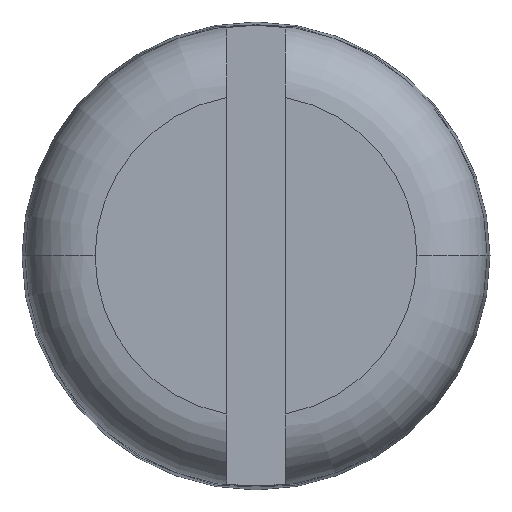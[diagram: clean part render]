
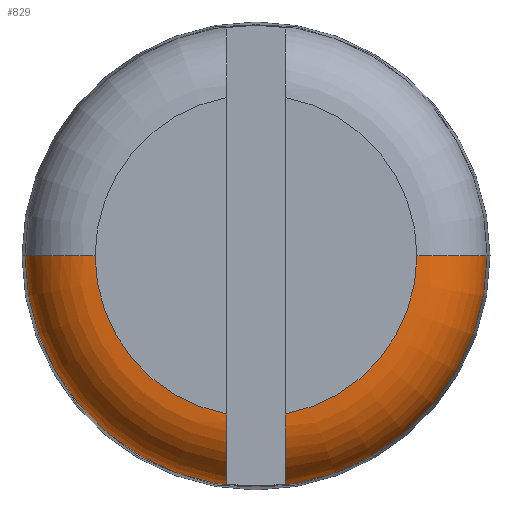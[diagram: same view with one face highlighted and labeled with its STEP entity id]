
A CAD part, top view. The second image highlights one B-rep face of the part: STEP entity #829.
In plain terms, the highlighted toroidal (fillet/blend) face has major radius 1.375 mm and minor radius 0.6 mm.
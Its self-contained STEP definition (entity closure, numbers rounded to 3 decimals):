
#32 = B_SPLINE_CURVE_WITH_KNOTS ( 'NONE', 3,
 ( #595, #1135, #473, #1238, #83, #1350 ),
 .UNSPECIFIED., .F., .F.,
 ( 4, 2, 4 ),
 ( 0.003, 0.004, 0.004 ),
 .UNSPECIFIED. ) ;
#37 = AXIS2_PLACEMENT_3D ( 'NONE', #1223, #1002, #472 ) ;
#83 = CARTESIAN_POINT ( 'NONE',  ( -0.25, -1.493, 1.3 ) ) ;
#86 = VERTEX_POINT ( 'NONE', #1216 ) ;
#88 = CARTESIAN_POINT ( 'NONE',  ( 0.25, -1.927, 0.939 ) ) ;
#143 = ORIENTED_EDGE ( 'NONE', *, *, #952, .F. ) ;
#171 = CARTESIAN_POINT ( 'NONE',  ( -0.25, -1.352, 1.3 ) ) ;
#184 = CARTESIAN_POINT ( 'NONE',  ( 0.25, -1.951, 0.8 ) ) ;
#195 = DIRECTION ( 'NONE',  ( 0., 0., 1. ) ) ;
#201 = ORIENTED_EDGE ( 'NONE', *, *, #858, .F. ) ;
#232 = AXIS2_PLACEMENT_3D ( 'NONE', #649, #1060, #316 ) ;
#294 = DIRECTION ( 'NONE',  ( 1., 0., 0. ) ) ;
#311 = DIRECTION ( 'NONE',  ( 0., 0., -1. ) ) ;
#316 = DIRECTION ( 'NONE',  ( -1., 0., 0. ) ) ;
#323 = VERTEX_POINT ( 'NONE', #1172 ) ;
#351 = CIRCLE ( 'NONE', #893, 0.6 ) ;
#360 = AXIS2_PLACEMENT_3D ( 'NONE', #859, #195, #946 ) ;
#373 = DIRECTION ( 'NONE',  ( 0., 0., 1. ) ) ;
#401 = ORIENTED_EDGE ( 'NONE', *, *, #563, .F. ) ;
#405 = CARTESIAN_POINT ( 'NONE',  ( 0.25, -1.493, 1.3 ) ) ;
#408 = CARTESIAN_POINT ( 'NONE',  ( 1.975, 0., 0.721 ) ) ;
#452 = ORIENTED_EDGE ( 'NONE', *, *, #695, .T. ) ;
#472 = DIRECTION ( 'NONE',  ( 1., 0., 0. ) ) ;
#473 = CARTESIAN_POINT ( 'NONE',  ( -0.25, -1.851, 1.07 ) ) ;
#494 = CARTESIAN_POINT ( 'NONE',  ( -1.975, 0., 0.721 ) ) ;
#502 = CARTESIAN_POINT ( 'NONE',  ( 0., 0., 0.7 ) ) ;
#508 = VERTEX_POINT ( 'NONE', #830 ) ;
#509 = CARTESIAN_POINT ( 'NONE',  ( 0.25, -1.634, 1.25 ) ) ;
#533 = CIRCLE ( 'NONE', #37, 1.375 ) ;
#563 = EDGE_CURVE ( 'E81', #323, #692, #794, .T. ) ;
#569 = DIRECTION ( 'NONE',  ( 1., 0., 0. ) ) ;
#583 = TOROIDAL_SURFACE ( 'NONE', #721, 1.375, 0.6 ) ;
#595 = CARTESIAN_POINT ( 'NONE',  ( -0.25, -1.951, 0.8 ) ) ;
#600 = EDGE_CURVE ( 'NONE', #609, #508, #351, .T. ) ;
#609 = VERTEX_POINT ( 'NONE', #408 ) ;
#621 = DIRECTION ( 'NONE',  ( 0., 0., 1. ) ) ;
#630 = ORIENTED_EDGE ( 'NONE', *, *, #600, .T. ) ;
#642 = EDGE_LOOP ( 'NONE', ( #201, #1315, #630, #143, #1128, #845, #452, #401 ) ) ;
#649 = CARTESIAN_POINT ( 'NONE',  ( -1.375, 0., 0.7 ) ) ;
#666 = DIRECTION ( 'NONE',  ( -1., 0., 0. ) ) ;
#692 = VERTEX_POINT ( 'NONE', #171 ) ;
#695 = EDGE_CURVE ( 'E72', #1131, #692, #32, .T. ) ;
#721 = AXIS2_PLACEMENT_3D ( 'NONE', #502, #621, #294 ) ;
#725 = CIRCLE ( 'NONE', #1287, 1.967 ) ;
#737 = CARTESIAN_POINT ( 'NONE',  ( 0.25, -1.852, 1.069 ) ) ;
#772 = AXIS2_PLACEMENT_3D ( 'NONE', #1015, #373, #569 ) ;
#785 = EDGE_CURVE ( 'E54', #896, #86, #873, .T. ) ;
#794 = CIRCLE ( 'NONE', #360, 1.375 ) ;
#829 = ADVANCED_FACE ( 'E26', ( #1038 ), #583, .T. ) ;
#830 = CARTESIAN_POINT ( 'NONE',  ( 1.375, 0., 1.3 ) ) ;
#845 = ORIENTED_EDGE ( 'NONE', *, *, #1249, .T. ) ;
#847 = DIRECTION ( 'NONE',  ( 0., -1., 0. ) ) ;
#858 = EDGE_CURVE ( 'NONE', #1059, #323, #1187, .T. ) ;
#859 = CARTESIAN_POINT ( 'NONE',  ( 0., 0., 1.3 ) ) ;
#866 = CARTESIAN_POINT ( 'NONE',  ( -0.25, -1.951, 0.8 ) ) ;
#873 = B_SPLINE_CURVE_WITH_KNOTS ( 'NONE', 3,
 ( #1147, #405, #509, #737, #88, #184 ),
 .UNSPECIFIED., .F., .F.,
 ( 4, 2, 4 ),
 ( 0.003, 0.004, 0.004 ),
 .UNSPECIFIED. ) ;
#893 = AXIS2_PLACEMENT_3D ( 'NONE', #1377, #847, #311 ) ;
#896 = VERTEX_POINT ( 'NONE', #962 ) ;
#946 = DIRECTION ( 'NONE',  ( 1., 0., 0. ) ) ;
#952 = EDGE_CURVE ( 'E1', #896, #508, #533, .T. ) ;
#962 = CARTESIAN_POINT ( 'NONE',  ( 0.25, -1.352, 1.3 ) ) ;
#1000 = EDGE_CURVE ( 'E24', #1059, #609, #1254, .T. ) ;
#1002 = DIRECTION ( 'NONE',  ( 0., 0., 1. ) ) ;
#1015 = CARTESIAN_POINT ( 'NONE',  ( 0., 0., 0.721 ) ) ;
#1038 = FACE_OUTER_BOUND ( 'NONE', #642, .T. ) ;
#1059 = VERTEX_POINT ( 'NONE', #494 ) ;
#1060 = DIRECTION ( 'NONE',  ( 0., 1., 0. ) ) ;
#1128 = ORIENTED_EDGE ( 'NONE', *, *, #785, .T. ) ;
#1131 = VERTEX_POINT ( 'NONE', #866 ) ;
#1135 = CARTESIAN_POINT ( 'NONE',  ( -0.25, -1.927, 0.939 ) ) ;
#1147 = CARTESIAN_POINT ( 'NONE',  ( 0.25, -1.352, 1.3 ) ) ;
#1172 = CARTESIAN_POINT ( 'NONE',  ( -1.375, 0., 1.3 ) ) ;
#1187 = CIRCLE ( 'NONE', #232, 0.6 ) ;
#1197 = CARTESIAN_POINT ( 'NONE',  ( 0., 0., 0.8 ) ) ;
#1208 = DIRECTION ( 'NONE',  ( 0., 0., -1. ) ) ;
#1216 = CARTESIAN_POINT ( 'NONE',  ( 0.25, -1.951, 0.8 ) ) ;
#1223 = CARTESIAN_POINT ( 'NONE',  ( 0., 0., 1.3 ) ) ;
#1238 = CARTESIAN_POINT ( 'NONE',  ( -0.25, -1.635, 1.25 ) ) ;
#1249 = EDGE_CURVE ( 'E63', #86, #1131, #725, .T. ) ;
#1254 = CIRCLE ( 'NONE', #772, 1.975 ) ;
#1287 = AXIS2_PLACEMENT_3D ( 'NONE', #1197, #1208, #666 ) ;
#1315 = ORIENTED_EDGE ( 'NONE', *, *, #1000, .T. ) ;
#1350 = CARTESIAN_POINT ( 'NONE',  ( -0.25, -1.352, 1.3 ) ) ;
#1377 = CARTESIAN_POINT ( 'NONE',  ( 1.375, 0., 0.7 ) ) ;
